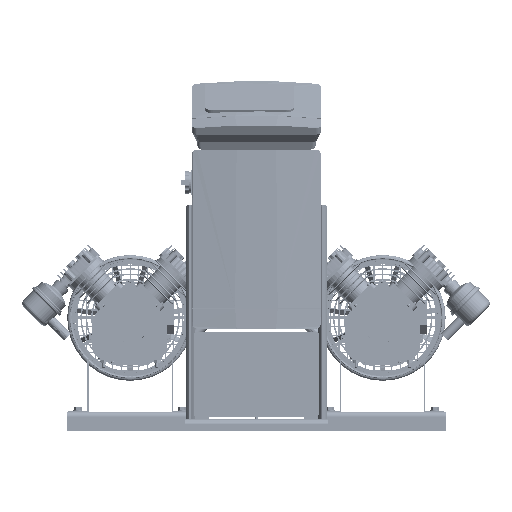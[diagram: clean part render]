
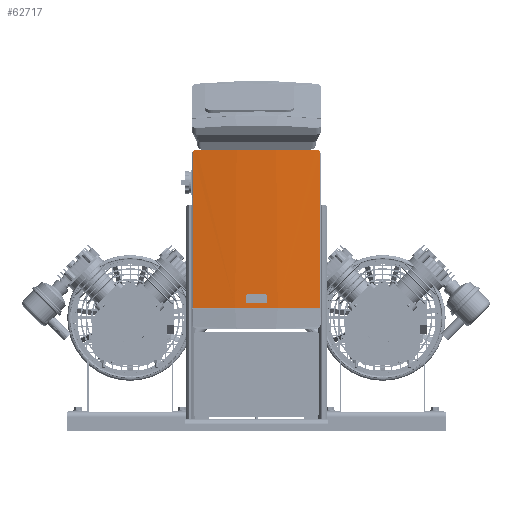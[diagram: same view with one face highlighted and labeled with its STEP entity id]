
A CAD part, front view. The second image highlights one B-rep face of the part: STEP entity #62717.
In plain terms, the highlighted cylindrical face has radius 1452.14 mm (diameter 2904.28 mm), a partial arc.
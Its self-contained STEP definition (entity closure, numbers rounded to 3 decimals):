
#62393=CARTESIAN_POINT('',(167.381,-167.325,297.032));
#62394=VERTEX_POINT('',#62393);
#62402=CARTESIAN_POINT('',(-167.391,-167.325,297.032));
#62403=VERTEX_POINT('',#62402);
#62404=CARTESIAN_POINT('',(-0.005,1275.133,297.032));
#62405=DIRECTION('',(0.0,0.0,1.0));
#62406=DIRECTION('',(0.,-1.0,0.0));
#62407=AXIS2_PLACEMENT_3D('',#62404,#62405,#62406);
#62408=CIRCLE('',#62407,1452.138);
#62409=EDGE_CURVE('',#62403,#62394,#62408,.T.);
#62556=CARTESIAN_POINT('',(-167.391,-167.325,708.178));
#62557=VERTEX_POINT('',#62556);
#62558=CARTESIAN_POINT('',(-167.391,-167.325,297.032));
#62559=DIRECTION('',(0.0,0.0,1.0));
#62560=VECTOR('',#62559,411.147);
#62561=LINE('',#62558,#62560);
#62562=EDGE_CURVE('',#62403,#62557,#62561,.T.);
#62659=CARTESIAN_POINT('',(-0.005,1275.133,243.032));
#62660=DIRECTION('',(0.0,0.0,1.0));
#62661=DIRECTION('',(0.,-1.0,0.0));
#62662=AXIS2_PLACEMENT_3D('',#62659,#62660,#62661);
#62663=CYLINDRICAL_SURFACE('',#62662,1452.138);
#62664=ORIENTED_EDGE('',*,*,#62409,.T.);
#62665=CARTESIAN_POINT('',(167.381,-167.325,708.178));
#62666=VERTEX_POINT('',#62665);
#62667=CARTESIAN_POINT('',(167.381,-167.325,297.032));
#62668=DIRECTION('',(0.0,0.0,1.0));
#62669=VECTOR('',#62668,411.147);
#62670=LINE('',#62667,#62669);
#62671=EDGE_CURVE('',#62394,#62666,#62670,.T.);
#62672=ORIENTED_EDGE('',*,*,#62671,.T.);
#62673=CARTESIAN_POINT('',(155.995,-168.601,714.032));
#62674=VERTEX_POINT('',#62673);
#62675=CARTESIAN_POINT('',(167.381,-167.325,708.178));
#62676=CARTESIAN_POINT('',(166.929,-167.378,708.809));
#62677=CARTESIAN_POINT('',(166.431,-167.435,709.393));
#62678=CARTESIAN_POINT('',(165.284,-167.567,710.543));
#62679=CARTESIAN_POINT('',(164.581,-167.648,711.128));
#62680=CARTESIAN_POINT('',(163.049,-167.822,712.16));
#62681=CARTESIAN_POINT('',(162.221,-167.915,712.606));
#62682=CARTESIAN_POINT('',(160.494,-168.108,713.322));
#62683=CARTESIAN_POINT('',(159.594,-168.208,713.592));
#62684=CARTESIAN_POINT('',(157.784,-168.407,713.947));
#62685=CARTESIAN_POINT('',(156.875,-168.506,714.032));
#62686=CARTESIAN_POINT('',(155.995,-168.601,714.032));
#62687=B_SPLINE_CURVE_WITH_KNOTS('',3,(#62675,#62676,#62677,#62678,#62679,#62680,#62681,#62682,#62683,#62684,#62685,#62686),.UNSPECIFIED.,.F.,.U.,(4,2,2,2,2,4),(50.621,52.857,55.511,58.165,60.819,63.473),.UNSPECIFIED.);
#62688=EDGE_CURVE('',#62666,#62674,#62687,.T.);
#62689=ORIENTED_EDGE('',*,*,#62688,.T.);
#62690=CARTESIAN_POINT('',(-156.005,-168.601,714.032));
#62691=VERTEX_POINT('',#62690);
#62692=CARTESIAN_POINT('',(-0.005,1275.133,714.032));
#62693=DIRECTION('',(0.0,0.0,-1.0));
#62694=DIRECTION('',(0.,-1.0,0.0));
#62695=AXIS2_PLACEMENT_3D('',#62692,#62693,#62694);
#62696=CIRCLE('',#62695,1452.138);
#62697=EDGE_CURVE('',#62674,#62691,#62696,.T.);
#62698=ORIENTED_EDGE('',*,*,#62697,.T.);
#62699=CARTESIAN_POINT('',(-156.005,-168.601,714.032));
#62700=CARTESIAN_POINT('',(-156.885,-168.506,714.032));
#62701=CARTESIAN_POINT('',(-157.794,-168.407,713.947));
#62702=CARTESIAN_POINT('',(-159.604,-168.208,713.592));
#62703=CARTESIAN_POINT('',(-160.504,-168.108,713.322));
#62704=CARTESIAN_POINT('',(-162.231,-167.915,712.606));
#62705=CARTESIAN_POINT('',(-163.059,-167.822,712.16));
#62706=CARTESIAN_POINT('',(-164.591,-167.648,711.128));
#62707=CARTESIAN_POINT('',(-165.294,-167.567,710.543));
#62708=CARTESIAN_POINT('',(-166.441,-167.435,709.393));
#62709=CARTESIAN_POINT('',(-166.939,-167.378,708.809));
#62710=CARTESIAN_POINT('',(-167.391,-167.325,708.178));
#62711=B_SPLINE_CURVE_WITH_KNOTS('',3,(#62699,#62700,#62701,#62702,#62703,#62704,#62705,#62706,#62707,#62708,#62709,#62710),.UNSPECIFIED.,.F.,.U.,(4,2,2,2,2,4),(21.151,23.805,26.459,29.113,31.768,34.003),.UNSPECIFIED.);
#62712=EDGE_CURVE('',#62691,#62557,#62711,.T.);
#62713=ORIENTED_EDGE('',*,*,#62712,.T.);
#62714=ORIENTED_EDGE('',*,*,#62562,.F.);
#62715=EDGE_LOOP('',(#62664,#62672,#62689,#62698,#62713,#62714));
#62716=FACE_OUTER_BOUND('',#62715,.T.);
#62717=ADVANCED_FACE('',(#62716),#62663,.T.);
